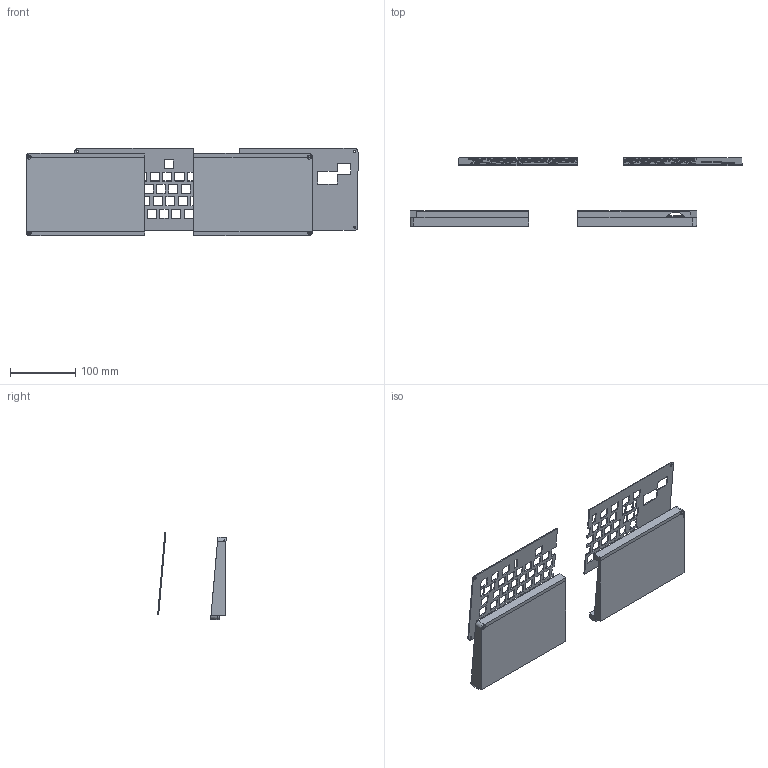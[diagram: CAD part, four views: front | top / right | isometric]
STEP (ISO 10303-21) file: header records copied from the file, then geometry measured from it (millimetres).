
FILE_DESCRIPTION(/* description */ ('KiCad electronic assembly'),/* implementation_level */ '2;1');
FILE_NAME(/* name */ 'full case.step',/* time_stamp */ '2025-07-23T03:07:39+01:00',/* author */ (''),/* organization */ (''),/* preprocessor_version */ 'ST-DEVELOPER v20.1',/* originating_system */ 'Autodesk Translation Framework v14.10.0.0',/* authorisation */ '');
FILE_SCHEMA (('AUTOMOTIVE_DESIGN { 1 0 10303 214 3 1 1 }'));
Length unit declared in the file: millimetre
Products named in the file (3): Mechboard 1; Case; Keyboard2
Assembly tree (2 placements, depth 3):
  Mechboard 1
    Case
      Keyboard2
Bounding box: 510 x 105.32 x 134.72 mm (x, y, z)
Volume: 481973.7 mm3; surface area: 194278.7 mm2
Topology: 4 solids, 4 shells, 900 faces, 2612 edges, 1738 vertices
Faces by surface type: plane 431, cylinder 306, bspline 163
Full cylindrical faces by diameter (mm): 3.4 x8, 6 x4
Entity records: 31650 total; most frequent: CARTESIAN_POINT 8026, ORIENTED_EDGE 5224, DIRECTION 4390, EDGE_CURVE 2612, VERTEX_POINT 1738, LINE 1666, VECTOR 1666, AXIS2_PLACEMENT_3D 1362
